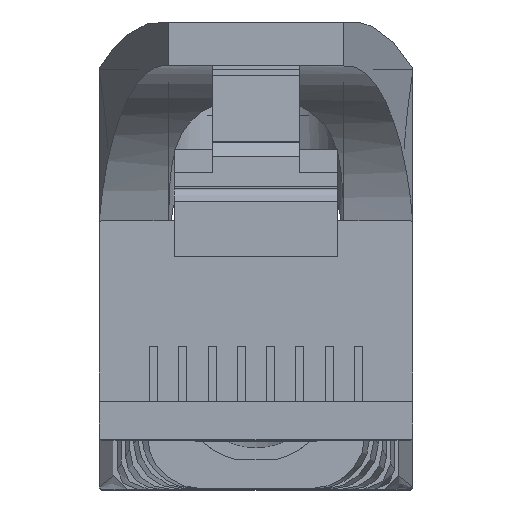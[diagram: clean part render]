
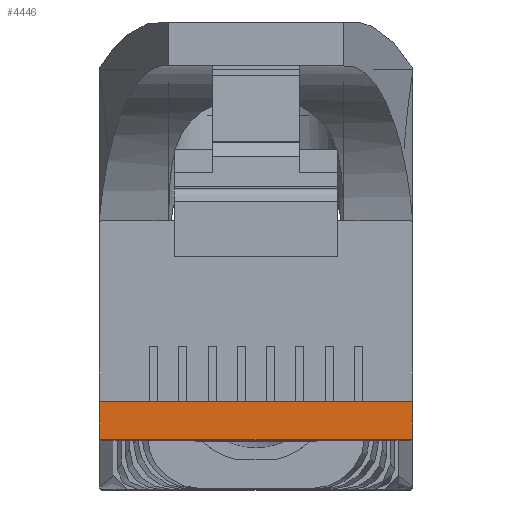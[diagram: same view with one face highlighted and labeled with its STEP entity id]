
A CAD part, top view. The second image highlights one B-rep face of the part: STEP entity #4446.
In plain terms, the highlighted planar face has unit normal (0, 0, 1).
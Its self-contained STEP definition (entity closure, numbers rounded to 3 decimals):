
#16 = EDGE_CURVE ( 'NONE', #7566, #11240, #1208, .T. ) ;
#98 = LINE ( 'NONE', #12886, #7829 ) ;
#138 = VERTEX_POINT ( 'NONE', #1088 ) ;
#496 = VERTEX_POINT ( 'NONE', #854 ) ;
#854 = CARTESIAN_POINT ( 'NONE',  ( 5.75, -2.6, 525.5 ) ) ;
#964 = EDGE_CURVE ( 'NONE', #11240, #496, #98, .T. ) ;
#1088 = CARTESIAN_POINT ( 'NONE',  ( 5.65, -4., 525.5 ) ) ;
#1208 = LINE ( 'NONE', #4749, #11374 ) ;
#1283 = VERTEX_POINT ( 'NONE', #5153 ) ;
#1519 = CARTESIAN_POINT ( 'NONE',  ( -5.75, -2.6, 525.5 ) ) ;
#1748 = CARTESIAN_POINT ( 'NONE',  ( 5.75, -2.6, 525.5 ) ) ;
#1772 = LINE ( 'NONE', #1748, #10342 ) ;
#2064 = DIRECTION ( 'NONE',  ( 0., 0., 1. ) ) ;
#3667 = AXIS2_PLACEMENT_3D ( 'NONE', #6022, #9137, #4045 ) ;
#3732 = DIRECTION ( 'NONE',  ( 1., 0., 0. ) ) ;
#3797 = CIRCLE ( 'NONE', #3667, 0.1 ) ;
#4045 = DIRECTION ( 'NONE',  ( -1., 0., 0. ) ) ;
#4122 = ORIENTED_EDGE ( 'NONE', *, *, #11680, .T. ) ;
#4446 = ADVANCED_FACE ( 'NONE', ( #9164 ), #12643, .F. ) ;
#4749 = CARTESIAN_POINT ( 'NONE',  ( -5.75, -2.6, 525.5 ) ) ;
#4982 = ORIENTED_EDGE ( 'NONE', *, *, #964, .F. ) ;
#5153 = CARTESIAN_POINT ( 'NONE',  ( 5.75, -3.9, 525.5 ) ) ;
#5161 = ORIENTED_EDGE ( 'NONE', *, *, #10750, .T. ) ;
#5371 = ORIENTED_EDGE ( 'NONE', *, *, #16, .F. ) ;
#5836 = CARTESIAN_POINT ( 'NONE',  ( -5.65, -4., 525.5 ) ) ;
#6022 = CARTESIAN_POINT ( 'NONE',  ( 5.65, -3.9, 525.5 ) ) ;
#6400 = EDGE_LOOP ( 'NONE', ( #5371, #10521, #8911, #5161, #4122, #4982 ) ) ;
#6553 = VECTOR ( 'NONE', #12837, 1000. ) ;
#6680 = VERTEX_POINT ( 'NONE', #5836 ) ;
#6718 = LINE ( 'NONE', #10695, #6553 ) ;
#6975 = DIRECTION ( 'NONE',  ( 0., 1., 0. ) ) ;
#7447 = CARTESIAN_POINT ( 'NONE',  ( -5.75, -2.6, 525.5 ) ) ;
#7566 = VERTEX_POINT ( 'NONE', #8496 ) ;
#7829 = VECTOR ( 'NONE', #3732, 1000. ) ;
#8182 = DIRECTION ( 'NONE',  ( -1., 0., 0. ) ) ;
#8496 = CARTESIAN_POINT ( 'NONE',  ( -5.75, -3.9, 525.5 ) ) ;
#8602 = DIRECTION ( 'NONE',  ( 0., 0., -1. ) ) ;
#8838 = DIRECTION ( 'NONE',  ( 0., 1., 0. ) ) ;
#8911 = ORIENTED_EDGE ( 'NONE', *, *, #11333, .T. ) ;
#9137 = DIRECTION ( 'NONE',  ( 0., 0., 1. ) ) ;
#9164 = FACE_OUTER_BOUND ( 'NONE', #6400, .T. ) ;
#9602 = AXIS2_PLACEMENT_3D ( 'NONE', #7447, #8602, #10531 ) ;
#10342 = VECTOR ( 'NONE', #8838, 1000. ) ;
#10521 = ORIENTED_EDGE ( 'NONE', *, *, #13065, .T. ) ;
#10531 = DIRECTION ( 'NONE',  ( -1., 0., 0. ) ) ;
#10695 = CARTESIAN_POINT ( 'NONE',  ( -5.75, -4., 525.5 ) ) ;
#10750 = EDGE_CURVE ( 'NONE', #138, #1283, #3797, .T. ) ;
#11240 = VERTEX_POINT ( 'NONE', #1519 ) ;
#11333 = EDGE_CURVE ( 'NONE', #6680, #138, #6718, .T. ) ;
#11374 = VECTOR ( 'NONE', #6975, 1000. ) ;
#11621 = CIRCLE ( 'NONE', #11844, 0.1 ) ;
#11680 = EDGE_CURVE ( 'NONE', #1283, #496, #1772, .T. ) ;
#11844 = AXIS2_PLACEMENT_3D ( 'NONE', #12360, #2064, #8182 ) ;
#12360 = CARTESIAN_POINT ( 'NONE',  ( -5.65, -3.9, 525.5 ) ) ;
#12643 = PLANE ( 'NONE',  #9602 ) ;
#12837 = DIRECTION ( 'NONE',  ( 1., 0., 0. ) ) ;
#12886 = CARTESIAN_POINT ( 'NONE',  ( -5.75, -2.6, 525.5 ) ) ;
#13065 = EDGE_CURVE ( 'NONE', #7566, #6680, #11621, .T. ) ;
